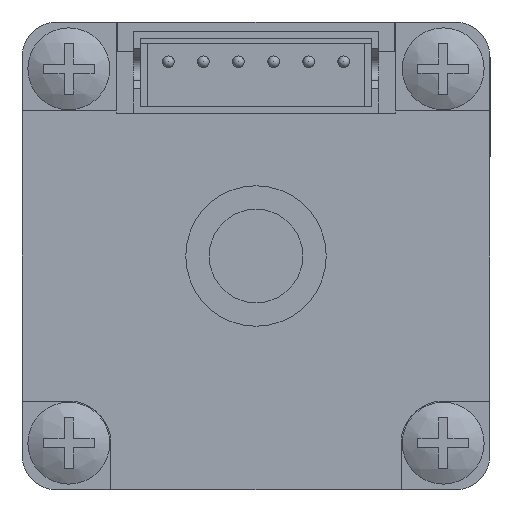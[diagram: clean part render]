
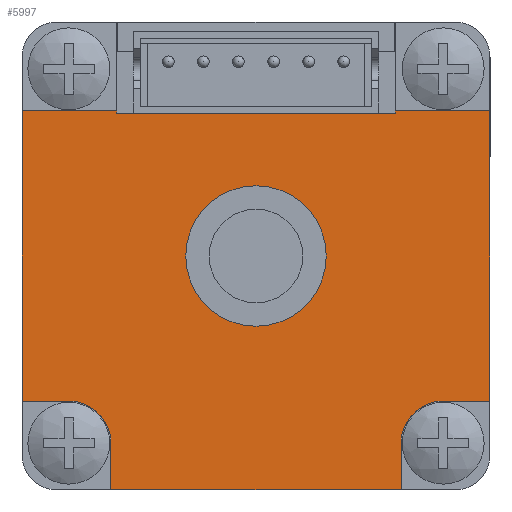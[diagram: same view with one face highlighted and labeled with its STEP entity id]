
A CAD part, front view. The second image highlights one B-rep face of the part: STEP entity #5997.
In plain terms, the highlighted planar face has unit normal (0, -1, 0).
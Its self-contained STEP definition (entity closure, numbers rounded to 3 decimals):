
#461 = CARTESIAN_POINT ( 'NONE',  ( -10., 0., 6.2 ) ) ;
#500 = CARTESIAN_POINT ( 'NONE',  ( -5.95, 0., 6.2 ) ) ;
#519 = CARTESIAN_POINT ( 'NONE',  ( 10., 0., -6.2 ) ) ;
#520 = CARTESIAN_POINT ( 'NONE',  ( -6.2, 0., -10. ) ) ;
#522 = CARTESIAN_POINT ( 'NONE',  ( -10., 0., -6.2 ) ) ;
#523 = CARTESIAN_POINT ( 'NONE',  ( 10., 0., 6.2 ) ) ;
#524 = CARTESIAN_POINT ( 'NONE',  ( 6.2, 0., -10. ) ) ;
#526 = CARTESIAN_POINT ( 'NONE',  ( -6.2, 0., -8. ) ) ;
#527 = CARTESIAN_POINT ( 'NONE',  ( -8., 0., -6.2 ) ) ;
#529 = CARTESIAN_POINT ( 'NONE',  ( 5.95, 0., 6.1 ) ) ;
#530 = CARTESIAN_POINT ( 'NONE',  ( -5.95, 0., 6.1 ) ) ;
#533 = CARTESIAN_POINT ( 'NONE',  ( 6.2, 0., -8. ) ) ;
#535 = CARTESIAN_POINT ( 'NONE',  ( 5.95, 0., 6.2 ) ) ;
#537 = CARTESIAN_POINT ( 'NONE',  ( 8., 0., -6.2 ) ) ;
#2690 = DIRECTION ( 'NONE',  ( 0., 1., 0. ) ) ;
#2693 = CARTESIAN_POINT ( 'NONE',  ( 0., 0., 0. ) ) ;
#2695 = PLANE ( 'NONE',  #5775 ) ;
#2697 = DIRECTION ( 'NONE',  ( 0., 0., 1. ) ) ;
#3011 = AXIS2_PLACEMENT_3D ( 'NONE', #5289, #5290, #5291 ) ;
#3012 = AXIS2_PLACEMENT_3D ( 'NONE', #5304, #5305, #5306 ) ;
#3013 = AXIS2_PLACEMENT_3D ( 'NONE', #5313, #5314, #5315 ) ;
#4091 = VERTEX_POINT ( 'NONE', #461 ) ;
#4130 = VERTEX_POINT ( 'NONE', #500 ) ;
#4149 = VERTEX_POINT ( 'NONE', #519 ) ;
#4150 = VERTEX_POINT ( 'NONE', #520 ) ;
#4152 = VERTEX_POINT ( 'NONE', #522 ) ;
#4153 = VERTEX_POINT ( 'NONE', #523 ) ;
#4154 = VERTEX_POINT ( 'NONE', #524 ) ;
#4156 = VERTEX_POINT ( 'NONE', #526 ) ;
#4157 = VERTEX_POINT ( 'NONE', #527 ) ;
#4159 = VERTEX_POINT ( 'NONE', #529 ) ;
#4160 = VERTEX_POINT ( 'NONE', #530 ) ;
#4163 = VERTEX_POINT ( 'NONE', #533 ) ;
#4165 = VERTEX_POINT ( 'NONE', #535 ) ;
#4167 = VERTEX_POINT ( 'NONE', #537 ) ;
#4275 = VERTEX_POINT ( 'NONE', #6780 ) ;
#4343 = FACE_BOUND ( 'NONE', #8496, .T. ) ;
#4347 = FACE_OUTER_BOUND ( 'NONE', #8529, .T. ) ;
#4408 = LINE ( 'NONE', #5170, #4418 ) ;
#4418 = VECTOR ( 'NONE', #5175, 1000. ) ;
#4465 = LINE ( 'NONE', #5251, #4478 ) ;
#4473 = LINE ( 'NONE', #5264, #4476 ) ;
#4476 = VECTOR ( 'NONE', #5265, 1000. ) ;
#4478 = VECTOR ( 'NONE', #5266, 1000. ) ;
#4485 = LINE ( 'NONE', #5275, #4488 ) ;
#4488 = VECTOR ( 'NONE', #5276, 1000. ) ;
#4489 = LINE ( 'NONE', #5293, #4508 ) ;
#4499 = CIRCLE ( 'NONE', #3011, 3. ) ;
#4503 = LINE ( 'NONE', #5297, #4506 ) ;
#4505 = CIRCLE ( 'NONE', #3012, 1.8 ) ;
#4506 = VECTOR ( 'NONE', #5298, 1000. ) ;
#4507 = LINE ( 'NONE', #5300, #4510 ) ;
#4508 = VECTOR ( 'NONE', #5299, 1000. ) ;
#4509 = LINE ( 'NONE', #5303, #4513 ) ;
#4510 = VECTOR ( 'NONE', #5302, 1000. ) ;
#4511 = CIRCLE ( 'NONE', #3013, 1.8 ) ;
#4512 = LINE ( 'NONE', #5307, #4515 ) ;
#4513 = VECTOR ( 'NONE', #5301, 1000. ) ;
#4514 = LINE ( 'NONE', #5312, #4518 ) ;
#4515 = VECTOR ( 'NONE', #5309, 1000. ) ;
#4516 = LINE ( 'NONE', #5311, #4522 ) ;
#4517 = LINE ( 'NONE', #5316, #4520 ) ;
#4518 = VECTOR ( 'NONE', #5308, 1000. ) ;
#4520 = VECTOR ( 'NONE', #5318, 1000. ) ;
#4522 = VECTOR ( 'NONE', #5319, 1000. ) ;
#5170 = CARTESIAN_POINT ( 'NONE',  ( 0., 0., 6.2 ) ) ;
#5175 = DIRECTION ( 'NONE',  ( 1., 0., 0. ) ) ;
#5251 = CARTESIAN_POINT ( 'NONE',  ( -10., 0., 0. ) ) ;
#5264 = CARTESIAN_POINT ( 'NONE',  ( 0., 0., -10. ) ) ;
#5265 = DIRECTION ( 'NONE',  ( 1., 0., 0. ) ) ;
#5266 = DIRECTION ( 'NONE',  ( 0., 0., 1. ) ) ;
#5275 = CARTESIAN_POINT ( 'NONE',  ( 10., 0., 0. ) ) ;
#5276 = DIRECTION ( 'NONE',  ( 0., 0., 1. ) ) ;
#5289 = CARTESIAN_POINT ( 'NONE',  ( 0., 0., 0. ) ) ;
#5290 = DIRECTION ( 'NONE',  ( 0., 1., 0. ) ) ;
#5291 = DIRECTION ( 'NONE',  ( 0., 0., 1. ) ) ;
#5293 = CARTESIAN_POINT ( 'NONE',  ( -5.95, 0., 13.06 ) ) ;
#5297 = CARTESIAN_POINT ( 'NONE',  ( -5.95, 0., 6.1 ) ) ;
#5298 = DIRECTION ( 'NONE',  ( 1., 0., 0. ) ) ;
#5299 = DIRECTION ( 'NONE',  ( 0., 0., -1. ) ) ;
#5300 = CARTESIAN_POINT ( 'NONE',  ( 0., 0., -6.2 ) ) ;
#5301 = DIRECTION ( 'NONE',  ( 0., 0., 1. ) ) ;
#5302 = DIRECTION ( 'NONE',  ( -1., 0., 0. ) ) ;
#5303 = CARTESIAN_POINT ( 'NONE',  ( -6.2, 0., 0. ) ) ;
#5304 = CARTESIAN_POINT ( 'NONE',  ( -8., 0., -8. ) ) ;
#5305 = DIRECTION ( 'NONE',  ( 0., -1., 0. ) ) ;
#5306 = DIRECTION ( 'NONE',  ( 0., 0., -1. ) ) ;
#5307 = CARTESIAN_POINT ( 'NONE',  ( 6.2, 0., 0. ) ) ;
#5308 = DIRECTION ( 'NONE',  ( -1., 0., 0. ) ) ;
#5309 = DIRECTION ( 'NONE',  ( 0., 0., -1. ) ) ;
#5311 = CARTESIAN_POINT ( 'NONE',  ( 5.95, 0., 13.06 ) ) ;
#5312 = CARTESIAN_POINT ( 'NONE',  ( 0., 0., -6.2 ) ) ;
#5313 = CARTESIAN_POINT ( 'NONE',  ( 8., 0., -8. ) ) ;
#5314 = DIRECTION ( 'NONE',  ( 0., -1., 0. ) ) ;
#5315 = DIRECTION ( 'NONE',  ( 0., 0., -1. ) ) ;
#5316 = CARTESIAN_POINT ( 'NONE',  ( 0., 0., 6.2 ) ) ;
#5318 = DIRECTION ( 'NONE',  ( 1., 0., 0. ) ) ;
#5319 = DIRECTION ( 'NONE',  ( 0., 0., 1. ) ) ;
#5574 = ORIENTED_EDGE ( 'NONE', *, *, #7474, .T. ) ;
#5575 = ORIENTED_EDGE ( 'NONE', *, *, #7478, .F. ) ;
#5576 = ORIENTED_EDGE ( 'NONE', *, *, #7479, .F. ) ;
#5577 = ORIENTED_EDGE ( 'NONE', *, *, #7425, .F. ) ;
#5578 = ORIENTED_EDGE ( 'NONE', *, *, #7463, .F. ) ;
#5579 = ORIENTED_EDGE ( 'NONE', *, *, #7480, .F. ) ;
#5580 = ORIENTED_EDGE ( 'NONE', *, *, #7481, .F. ) ;
#5581 = ORIENTED_EDGE ( 'NONE', *, *, #7482, .F. ) ;
#5582 = ORIENTED_EDGE ( 'NONE', *, *, #7462, .T. ) ;
#5583 = ORIENTED_EDGE ( 'NONE', *, *, #7483, .F. ) ;
#5584 = ORIENTED_EDGE ( 'NONE', *, *, #7484, .F. ) ;
#5585 = ORIENTED_EDGE ( 'NONE', *, *, #7485, .F. ) ;
#5586 = ORIENTED_EDGE ( 'NONE', *, *, #7468, .T. ) ;
#5587 = ORIENTED_EDGE ( 'NONE', *, *, #7486, .F. ) ;
#5588 = ORIENTED_EDGE ( 'NONE', *, *, #7487, .F. ) ;
#5775 = AXIS2_PLACEMENT_3D ( 'NONE', #2693, #2690, #2697 ) ;
#5997 = ADVANCED_FACE ( 'NONE', ( #4343, #4347 ), #2695, .F. ) ;
#6780 = CARTESIAN_POINT ( 'NONE',  ( 0., 0., 3. ) ) ;
#7425 = EDGE_CURVE ( 'NONE', #4091, #4130, #4408, .T. ) ;
#7462 = EDGE_CURVE ( 'NONE', #4150, #4154, #4473, .T. ) ;
#7463 = EDGE_CURVE ( 'NONE', #4152, #4091, #4465, .T. ) ;
#7468 = EDGE_CURVE ( 'NONE', #4149, #4153, #4485, .T. ) ;
#7474 = EDGE_CURVE ( 'NONE', #4275, #4275, #4499, .T. ) ;
#7478 = EDGE_CURVE ( 'NONE', #4160, #4159, #4503, .T. ) ;
#7479 = EDGE_CURVE ( 'NONE', #4130, #4160, #4489, .T. ) ;
#7480 = EDGE_CURVE ( 'NONE', #4157, #4152, #4507, .T. ) ;
#7481 = EDGE_CURVE ( 'NONE', #4156, #4157, #4505, .T. ) ;
#7482 = EDGE_CURVE ( 'NONE', #4150, #4156, #4509, .T. ) ;
#7483 = EDGE_CURVE ( 'NONE', #4163, #4154, #4512, .T. ) ;
#7484 = EDGE_CURVE ( 'NONE', #4167, #4163, #4511, .T. ) ;
#7485 = EDGE_CURVE ( 'NONE', #4149, #4167, #4514, .T. ) ;
#7486 = EDGE_CURVE ( 'NONE', #4165, #4153, #4517, .T. ) ;
#7487 = EDGE_CURVE ( 'NONE', #4159, #4165, #4516, .T. ) ;
#8496 = EDGE_LOOP ( 'NONE', ( #5574 ) ) ;
#8529 = EDGE_LOOP ( 'NONE', ( #5575, #5576, #5577, #5578, #5579, #5580, #5581, #5582, #5583, #5584, #5585, #5586, #5587, #5588 ) ) ;
